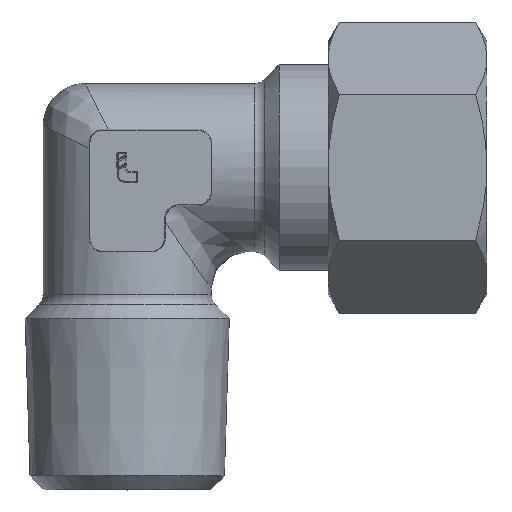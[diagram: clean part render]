
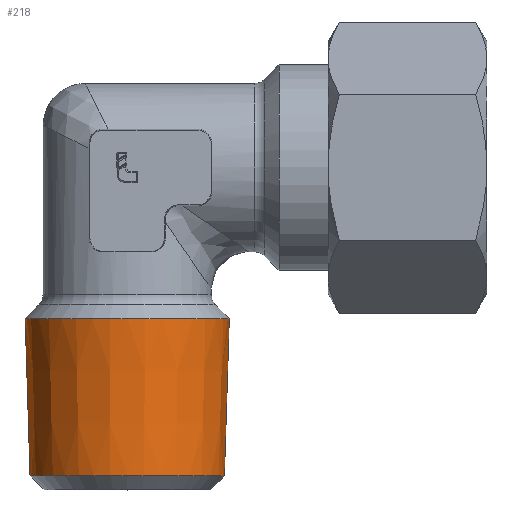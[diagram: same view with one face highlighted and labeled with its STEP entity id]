
A CAD part, top view. The second image highlights one B-rep face of the part: STEP entity #218.
In plain terms, the highlighted conical face has half-angle 1.78 degrees and reference radius 10.668 mm.
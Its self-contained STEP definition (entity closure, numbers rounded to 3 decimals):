
#218=ADVANCED_FACE('',(#586),#587,.T.);
#586=FACE_OUTER_BOUND('',#1124,.T.);
#587=CONICAL_SURFACE('',#1125,10.668,0.031);
#1124=EDGE_LOOP('',(#1864,#1865,#1866,#1867));
#1125=AXIS2_PLACEMENT_3D('',#1868,#1869,#1870);
#1864=ORIENTED_EDGE('',*,*,#3361,.T.);
#1865=ORIENTED_EDGE('',*,*,#3362,.T.);
#1866=ORIENTED_EDGE('',*,*,#3363,.T.);
#1867=ORIENTED_EDGE('',*,*,#3364,.F.);
#1868=CARTESIAN_POINT('',(0.0,-24.591,0.0));
#1869=DIRECTION('',(-0.0,1.0,-0.0));
#1870=DIRECTION('',(1.0,0.0,0.0));
#3361=EDGE_CURVE('',#3961,#3962,#3963,.T.);
#3362=EDGE_CURVE('',#3962,#3964,#3965,.T.);
#3363=EDGE_CURVE('',#3964,#3966,#3967,.T.);
#3364=EDGE_CURVE('',#3961,#3966,#3968,.T.);
#3961=VERTEX_POINT('',#4862);
#3962=VERTEX_POINT('',#4863);
#3963=LINE('',#4864,#4865);
#3964=VERTEX_POINT('',#4866);
#3965=CIRCLE('',#4867,10.929);
#3966=VERTEX_POINT('',#4868);
#3967=LINE('',#4869,#4870);
#3968=CIRCLE('',#4871,10.406);
#4862=CARTESIAN_POINT('',(10.406,-33.002,0.0));
#4863=CARTESIAN_POINT('',(10.929,-16.179,0.));
#4864=CARTESIAN_POINT('',(10.668,-24.591,0.));
#4865=VECTOR('',#6544,1.0);
#4866=CARTESIAN_POINT('',(-10.929,-16.179,0.0));
#4867=AXIS2_PLACEMENT_3D('',#6545,#6546,#6547);
#4868=CARTESIAN_POINT('',(-10.406,-33.002,0.));
#4869=CARTESIAN_POINT('',(-10.668,-24.591,0.));
#4870=VECTOR('',#6548,1.0);
#4871=AXIS2_PLACEMENT_3D('',#6549,#6550,#6551);
#6544=DIRECTION('',(0.031,1.,0.));
#6545=CARTESIAN_POINT('',(0.0,-16.179,0.0));
#6546=DIRECTION('',(0.0,-1.0,0.0));
#6547=DIRECTION('',(1.0,0.0,0.0));
#6548=DIRECTION('',(0.031,-1.,0.));
#6549=CARTESIAN_POINT('',(0.,-33.002,0.0));
#6550=DIRECTION('',(0.0,-1.0,0.0));
#6551=DIRECTION('',(1.0,0.0,0.0));
